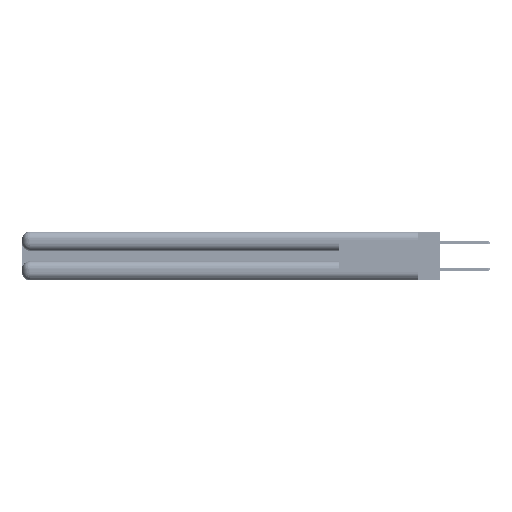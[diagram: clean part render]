
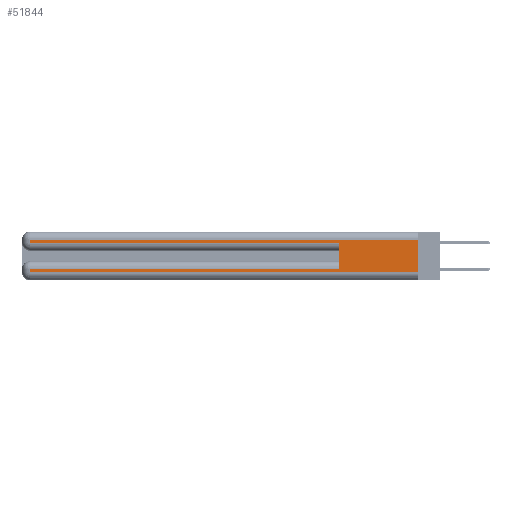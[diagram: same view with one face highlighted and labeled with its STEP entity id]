
A CAD part, left-side view. The second image highlights one B-rep face of the part: STEP entity #51844.
In plain terms, the highlighted planar face has unit normal (-1, 0, 0).
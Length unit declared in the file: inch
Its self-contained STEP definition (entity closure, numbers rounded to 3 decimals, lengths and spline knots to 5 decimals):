
#52 = CARTESIAN_POINT ( 'NONE',  ( 0., 0., 0.06 ) ) ;
#53 = FACE_OUTER_BOUND ( 'NONE', #6645, .T. ) ;
#1309 = CARTESIAN_POINT ( 'NONE',  ( 0., 0., 0.37 ) ) ;
#1804 = VECTOR ( 'NONE', #24124, 39.37008 ) ;
#2360 = LINE ( 'NONE', #35287, #23643 ) ;
#2470 = ORIENTED_EDGE ( 'NONE', *, *, #22724, .F. ) ;
#2707 = CARTESIAN_POINT ( 'NONE',  ( 0., 2.94, 0.06 ) ) ;
#3180 = VERTEX_POINT ( 'NONE', #25076 ) ;
#3757 = DIRECTION ( 'NONE',  ( 0., 1., 0. ) ) ;
#3806 = EDGE_CURVE ( 'NONE', #40190, #3180, #10305, .T. ) ;
#4051 = EDGE_CURVE ( 'NONE', #52232, #8830, #41786, .T. ) ;
#5845 = DIRECTION ( 'NONE',  ( 0., -1., 0. ) ) ;
#5925 = EDGE_CURVE ( 'NONE', #13424, #35741, #33026, .T. ) ;
#6645 = EDGE_LOOP ( 'NONE', ( #2470, #39631, #45471, #54230, #51903, #14966, #23859, #35330 ) ) ;
#7711 = CARTESIAN_POINT ( 'NONE',  ( 0., 2.94, 0.37 ) ) ;
#8382 = DIRECTION ( 'NONE',  ( 0., -1., 0. ) ) ;
#8830 = VERTEX_POINT ( 'NONE', #2707 ) ;
#9617 = VECTOR ( 'NONE', #11987, 39.37008 ) ;
#10305 = LINE ( 'NONE', #17184, #21536 ) ;
#11631 = DIRECTION ( 'NONE',  ( 0., 0., -1. ) ) ;
#11987 = DIRECTION ( 'NONE',  ( 0., 0., -1. ) ) ;
#13424 = VERTEX_POINT ( 'NONE', #20333 ) ;
#13978 = EDGE_CURVE ( 'NONE', #40190, #52232, #34199, .T. ) ;
#14966 = ORIENTED_EDGE ( 'NONE', *, *, #13978, .T. ) ;
#15582 = CARTESIAN_POINT ( 'NONE',  ( 0., 0., 0.31 ) ) ;
#15943 = LINE ( 'NONE', #41981, #48017 ) ;
#17184 = CARTESIAN_POINT ( 'NONE',  ( 0., 0.6, 0.145 ) ) ;
#18440 = VECTOR ( 'NONE', #3757, 39.37008 ) ;
#18473 = AXIS2_PLACEMENT_3D ( 'NONE', #22808, #52032, #26981 ) ;
#19279 = CARTESIAN_POINT ( 'NONE',  ( 0., 2.94, 0.285 ) ) ;
#20333 = CARTESIAN_POINT ( 'NONE',  ( 0., 2.94, 0.31 ) ) ;
#21442 = EDGE_CURVE ( 'NONE', #49885, #13424, #51779, .T. ) ;
#21536 = VECTOR ( 'NONE', #50625, 39.37008 ) ;
#22724 = EDGE_CURVE ( 'NONE', #49885, #49471, #46292, .T. ) ;
#22808 = CARTESIAN_POINT ( 'NONE',  ( 0., 0., 0.37 ) ) ;
#23255 = VECTOR ( 'NONE', #11631, 39.37008 ) ;
#23643 = VECTOR ( 'NONE', #5845, 39.37008 ) ;
#23859 = ORIENTED_EDGE ( 'NONE', *, *, #4051, .T. ) ;
#24124 = DIRECTION ( 'NONE',  ( 0., 1., 0. ) ) ;
#25076 = CARTESIAN_POINT ( 'NONE',  ( 0., 0.6, 0.285 ) ) ;
#26981 = DIRECTION ( 'NONE',  ( 0., 0., -1. ) ) ;
#29171 = CARTESIAN_POINT ( 'NONE',  ( 0., 2.94, 0.085 ) ) ;
#33026 = LINE ( 'NONE', #36726, #23255 ) ;
#34199 = LINE ( 'NONE', #49154, #1804 ) ;
#35138 = VECTOR ( 'NONE', #43574, 39.37008 ) ;
#35287 = CARTESIAN_POINT ( 'NONE',  ( 0., 0., 0.285 ) ) ;
#35330 = ORIENTED_EDGE ( 'NONE', *, *, #38445, .T. ) ;
#35741 = VERTEX_POINT ( 'NONE', #19279 ) ;
#36726 = CARTESIAN_POINT ( 'NONE',  ( 0., 2.94, 0.37 ) ) ;
#37474 = CARTESIAN_POINT ( 'NONE',  ( 0., 0., 0.31 ) ) ;
#38445 = EDGE_CURVE ( 'NONE', #8830, #49471, #15943, .T. ) ;
#39406 = PLANE ( 'NONE',  #18473 ) ;
#39631 = ORIENTED_EDGE ( 'NONE', *, *, #21442, .T. ) ;
#40190 = VERTEX_POINT ( 'NONE', #45226 ) ;
#41786 = LINE ( 'NONE', #7711, #9617 ) ;
#41981 = CARTESIAN_POINT ( 'NONE',  ( 0., 0., 0.06 ) ) ;
#43574 = DIRECTION ( 'NONE',  ( 0., 0., -1. ) ) ;
#45226 = CARTESIAN_POINT ( 'NONE',  ( 0., 0.6, 0.085 ) ) ;
#45471 = ORIENTED_EDGE ( 'NONE', *, *, #5925, .T. ) ;
#46292 = LINE ( 'NONE', #1309, #35138 ) ;
#48017 = VECTOR ( 'NONE', #8382, 39.37008 ) ;
#48650 = EDGE_CURVE ( 'NONE', #35741, #3180, #2360, .T. ) ;
#49154 = CARTESIAN_POINT ( 'NONE',  ( 0., 0., 0.085 ) ) ;
#49471 = VERTEX_POINT ( 'NONE', #52 ) ;
#49885 = VERTEX_POINT ( 'NONE', #15582 ) ;
#50625 = DIRECTION ( 'NONE',  ( 0., 0., 1. ) ) ;
#51779 = LINE ( 'NONE', #37474, #18440 ) ;
#51844 = ADVANCED_FACE ( 'NONE', ( #53 ), #39406, .F. ) ;
#51903 = ORIENTED_EDGE ( 'NONE', *, *, #3806, .F. ) ;
#52032 = DIRECTION ( 'NONE',  ( 1., 0., 0. ) ) ;
#52232 = VERTEX_POINT ( 'NONE', #29171 ) ;
#54230 = ORIENTED_EDGE ( 'NONE', *, *, #48650, .T. ) ;
